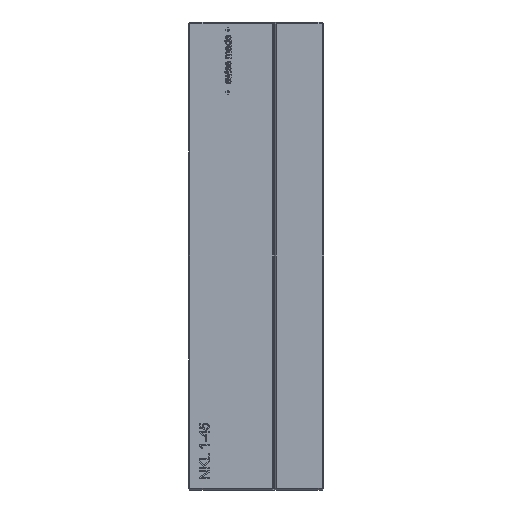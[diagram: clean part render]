
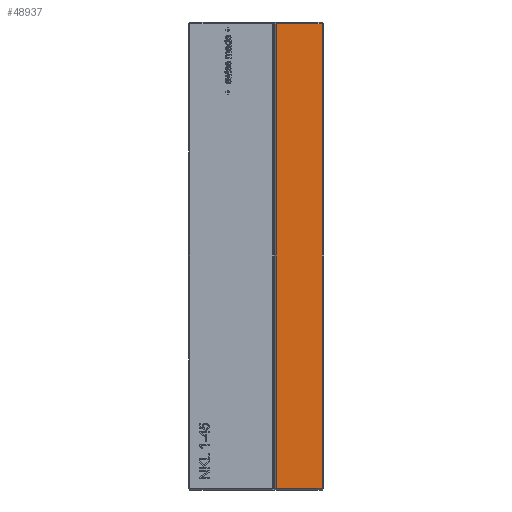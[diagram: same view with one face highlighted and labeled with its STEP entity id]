
A CAD part, left-side view. The second image highlights one B-rep face of the part: STEP entity #48937.
In plain terms, the highlighted planar face has unit normal (-1, 0, 0).
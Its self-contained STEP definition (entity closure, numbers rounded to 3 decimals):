
#46824 = PLANE('',#46825);
#46825 = AXIS2_PLACEMENT_3D('',#46826,#46827,#46828);
#46826 = CARTESIAN_POINT('',(-14.925,4.605,0.));
#46827 = DIRECTION('',(0.707,-0.707,0.));
#46828 = DIRECTION('',(0.,0.,1.));
#47056 = PLANE('',#47057);
#47057 = AXIS2_PLACEMENT_3D('',#47058,#47059,#47060);
#47058 = CARTESIAN_POINT('',(-14.925,0.,0.075));
#47059 = DIRECTION('',(0.707,0.,
    0.707));
#47060 = DIRECTION('',(0.,-1.,0.));
#47358 = PLANE('',#47359);
#47359 = AXIS2_PLACEMENT_3D('',#47360,#47361,#47362);
#47360 = CARTESIAN_POINT('',(-14.925,0.,44.925));
#47361 = DIRECTION('',(-0.707,0.,0.707));
#47362 = DIRECTION('',(0.,-1.,0.));
#47739 = VERTEX_POINT('',#47740);
#47740 = CARTESIAN_POINT('',(-15.,4.53,44.85));
#47761 = EDGE_CURVE('',#47762,#47739,#47764,.T.);
#47762 = VERTEX_POINT('',#47763);
#47763 = CARTESIAN_POINT('',(-15.,4.53,0.15));
#47764 = SURFACE_CURVE('',#47765,(#47769,#47776),.PCURVE_S1.);
#47765 = LINE('',#47766,#47767);
#47766 = CARTESIAN_POINT('',(-15.,4.53,0.));
#47767 = VECTOR('',#47768,1.);
#47768 = DIRECTION('',(0.,0.,1.));
#47769 = PCURVE('',#46824,#47770);
#47770 = DEFINITIONAL_REPRESENTATION('',(#47771),#47775);
#47771 = LINE('',#47772,#47773);
#47772 = CARTESIAN_POINT('',(0.,0.106));
#47773 = VECTOR('',#47774,1.);
#47774 = DIRECTION('',(1.,0.));
#47775 = ( GEOMETRIC_REPRESENTATION_CONTEXT(2) 
PARAMETRIC_REPRESENTATION_CONTEXT() REPRESENTATION_CONTEXT('2D SPACE',''
  ) );
#47776 = PCURVE('',#47777,#47782);
#47777 = PLANE('',#47778);
#47778 = AXIS2_PLACEMENT_3D('',#47779,#47780,#47781);
#47779 = CARTESIAN_POINT('',(-15.,0.,0.));
#47780 = DIRECTION('',(-1.,0.,0.));
#47781 = DIRECTION('',(0.,1.,0.));
#47782 = DEFINITIONAL_REPRESENTATION('',(#47783),#47787);
#47783 = LINE('',#47784,#47785);
#47784 = CARTESIAN_POINT('',(4.53,0.));
#47785 = VECTOR('',#47786,1.);
#47786 = DIRECTION('',(0.,-1.));
#47787 = ( GEOMETRIC_REPRESENTATION_CONTEXT(2) 
PARAMETRIC_REPRESENTATION_CONTEXT() REPRESENTATION_CONTEXT('2D SPACE',''
  ) );
#47976 = VERTEX_POINT('',#47977);
#47977 = CARTESIAN_POINT('',(-15.,0.15,0.15));
#48003 = EDGE_CURVE('',#47976,#47762,#48004,.T.);
#48004 = SURFACE_CURVE('',#48005,(#48009,#48016),.PCURVE_S1.);
#48005 = LINE('',#48006,#48007);
#48006 = CARTESIAN_POINT('',(-15.,0.,0.15));
#48007 = VECTOR('',#48008,1.);
#48008 = DIRECTION('',(0.,1.,0.));
#48009 = PCURVE('',#47056,#48010);
#48010 = DEFINITIONAL_REPRESENTATION('',(#48011),#48015);
#48011 = LINE('',#48012,#48013);
#48012 = CARTESIAN_POINT('',(0.,-0.106));
#48013 = VECTOR('',#48014,1.);
#48014 = DIRECTION('',(-1.,0.));
#48015 = ( GEOMETRIC_REPRESENTATION_CONTEXT(2) 
PARAMETRIC_REPRESENTATION_CONTEXT() REPRESENTATION_CONTEXT('2D SPACE',''
  ) );
#48016 = PCURVE('',#47777,#48017);
#48017 = DEFINITIONAL_REPRESENTATION('',(#48018),#48022);
#48018 = LINE('',#48019,#48020);
#48019 = CARTESIAN_POINT('',(0.,-0.15));
#48020 = VECTOR('',#48021,1.);
#48021 = DIRECTION('',(1.,0.));
#48022 = ( GEOMETRIC_REPRESENTATION_CONTEXT(2) 
PARAMETRIC_REPRESENTATION_CONTEXT() REPRESENTATION_CONTEXT('2D SPACE',''
  ) );
#48522 = VERTEX_POINT('',#48523);
#48523 = CARTESIAN_POINT('',(-15.,0.15,44.85));
#48549 = EDGE_CURVE('',#48522,#47739,#48550,.T.);
#48550 = SURFACE_CURVE('',#48551,(#48555,#48562),.PCURVE_S1.);
#48551 = LINE('',#48552,#48553);
#48552 = CARTESIAN_POINT('',(-15.,0.,44.85));
#48553 = VECTOR('',#48554,1.);
#48554 = DIRECTION('',(0.,1.,0.));
#48555 = PCURVE('',#47358,#48556);
#48556 = DEFINITIONAL_REPRESENTATION('',(#48557),#48561);
#48557 = LINE('',#48558,#48559);
#48558 = CARTESIAN_POINT('',(0.,-0.106));
#48559 = VECTOR('',#48560,1.);
#48560 = DIRECTION('',(-1.,0.));
#48561 = ( GEOMETRIC_REPRESENTATION_CONTEXT(2) 
PARAMETRIC_REPRESENTATION_CONTEXT() REPRESENTATION_CONTEXT('2D SPACE',''
  ) );
#48562 = PCURVE('',#47777,#48563);
#48563 = DEFINITIONAL_REPRESENTATION('',(#48564),#48568);
#48564 = LINE('',#48565,#48566);
#48565 = CARTESIAN_POINT('',(0.,-44.85));
#48566 = VECTOR('',#48567,1.);
#48567 = DIRECTION('',(1.,0.));
#48568 = ( GEOMETRIC_REPRESENTATION_CONTEXT(2) 
PARAMETRIC_REPRESENTATION_CONTEXT() REPRESENTATION_CONTEXT('2D SPACE',''
  ) );
#48937 = ADVANCED_FACE('',(#48938),#47777,.T.);
#48938 = FACE_BOUND('',#48939,.T.);
#48939 = EDGE_LOOP('',(#48940,#48941,#48942,#48968));
#48940 = ORIENTED_EDGE('',*,*,#47761,.F.);
#48941 = ORIENTED_EDGE('',*,*,#48003,.F.);
#48942 = ORIENTED_EDGE('',*,*,#48943,.T.);
#48943 = EDGE_CURVE('',#47976,#48522,#48944,.T.);
#48944 = SURFACE_CURVE('',#48945,(#48949,#48956),.PCURVE_S1.);
#48945 = LINE('',#48946,#48947);
#48946 = CARTESIAN_POINT('',(-15.,0.15,0.));
#48947 = VECTOR('',#48948,1.);
#48948 = DIRECTION('',(0.,0.,1.));
#48949 = PCURVE('',#47777,#48950);
#48950 = DEFINITIONAL_REPRESENTATION('',(#48951),#48955);
#48951 = LINE('',#48952,#48953);
#48952 = CARTESIAN_POINT('',(0.15,0.));
#48953 = VECTOR('',#48954,1.);
#48954 = DIRECTION('',(0.,-1.));
#48955 = ( GEOMETRIC_REPRESENTATION_CONTEXT(2) 
PARAMETRIC_REPRESENTATION_CONTEXT() REPRESENTATION_CONTEXT('2D SPACE',''
  ) );
#48956 = PCURVE('',#48957,#48962);
#48957 = PLANE('',#48958);
#48958 = AXIS2_PLACEMENT_3D('',#48959,#48960,#48961);
#48959 = CARTESIAN_POINT('',(-14.925,0.075,0.));
#48960 = DIRECTION('',(0.707,0.707,0.
    ));
#48961 = DIRECTION('',(0.,0.,1.));
#48962 = DEFINITIONAL_REPRESENTATION('',(#48963),#48967);
#48963 = LINE('',#48964,#48965);
#48964 = CARTESIAN_POINT('',(0.,-0.106));
#48965 = VECTOR('',#48966,1.);
#48966 = DIRECTION('',(1.,0.));
#48967 = ( GEOMETRIC_REPRESENTATION_CONTEXT(2) 
PARAMETRIC_REPRESENTATION_CONTEXT() REPRESENTATION_CONTEXT('2D SPACE',''
  ) );
#48968 = ORIENTED_EDGE('',*,*,#48549,.T.);
